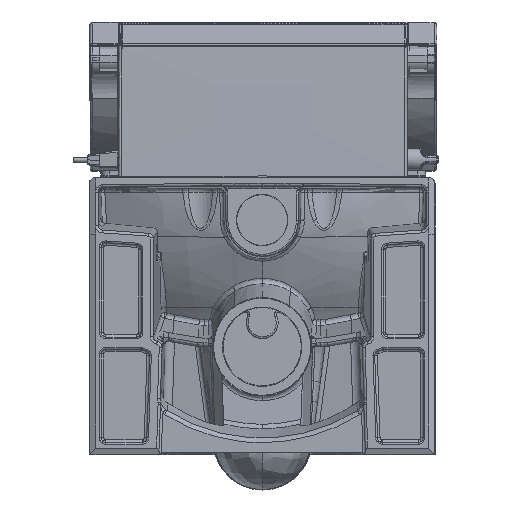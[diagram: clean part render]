
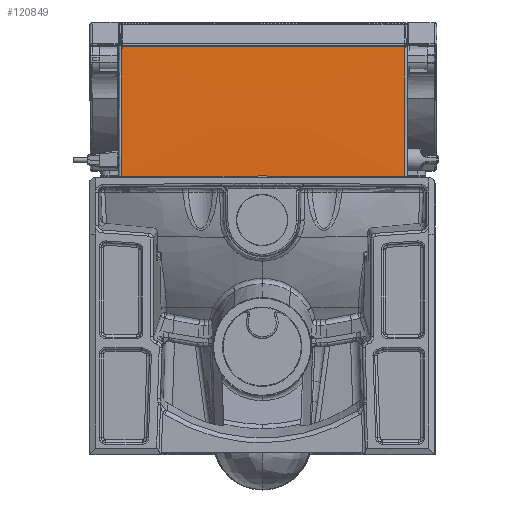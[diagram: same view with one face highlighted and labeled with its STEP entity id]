
A CAD part, left-side view. The second image highlights one B-rep face of the part: STEP entity #120849.
In plain terms, the highlighted free-form (B-spline) face has degree [3, 3] with [4, 4] control points.
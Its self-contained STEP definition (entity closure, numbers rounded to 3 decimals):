
#119082=CARTESIAN_POINT('',(150.919,0.,0.448));
#119083=VERTEX_POINT('',#119082);
#119106=CARTESIAN_POINT('',(150.95,139.407,5.274));
#119107=VERTEX_POINT('',#119106);
#119108=CARTESIAN_POINT('',(150.919,0.,0.448));
#119109=CARTESIAN_POINT('',(150.779,19.918,0.649));
#119110=CARTESIAN_POINT('',(150.557,66.399,1.49));
#119111=CARTESIAN_POINT('',(150.703,112.876,3.474));
#119112=CARTESIAN_POINT('',(150.95,139.407,5.274));
#119113=B_SPLINE_CURVE_WITH_KNOTS('',3,(#119108,#119109,#119110,#119111,#119112),.UNSPECIFIED.,.F.,.U.,(4,1,4),(-13.933,-7.962,0.0),.UNSPECIFIED.);
#119114=EDGE_CURVE('',#119083,#119107,#119113,.T.);
#119171=CARTESIAN_POINT('',(-150.79,139.407,5.274));
#119172=VERTEX_POINT('',#119171);
#119173=CARTESIAN_POINT('',(150.95,139.407,5.274));
#119174=CARTESIAN_POINT('',(50.37,139.407,5.274));
#119175=CARTESIAN_POINT('',(-50.21,139.407,5.274));
#119176=CARTESIAN_POINT('',(-150.79,139.407,5.274));
#119177=B_SPLINE_CURVE_WITH_KNOTS('',3,(#119173,#119174,#119175,#119176),.UNSPECIFIED.,.F.,.U.,(4,4),(-30.472,-0.298),.UNSPECIFIED.);
#119178=EDGE_CURVE('',#119107,#119172,#119177,.T.);
#119237=CARTESIAN_POINT('',(-151.019,0.,0.448));
#119238=VERTEX_POINT('',#119237);
#119286=CARTESIAN_POINT('',(-150.79,139.407,5.274));
#119287=CARTESIAN_POINT('',(-150.837,133.803,4.894));
#119288=CARTESIAN_POINT('',(-150.93,121.35,4.118));
#119289=CARTESIAN_POINT('',(-151.035,101.939,3.116));
#119290=CARTESIAN_POINT('',(-151.103,81.407,2.262));
#119291=CARTESIAN_POINT('',(-151.149,47.522,1.145));
#119292=CARTESIAN_POINT('',(-151.096,20.357,0.653));
#119293=CARTESIAN_POINT('',(-151.019,0.,0.448));
#119294=B_SPLINE_CURVE_WITH_KNOTS('',3,(#119286,#119287,#119288,#119289,#119290,#119291,#119292,#119293),.UNSPECIFIED.,.F.,.U.,(4,1,1,1,1,4),(-13.879,-12.201,-10.167,-8.133,-6.099,0.004),.UNSPECIFIED.);
#119295=EDGE_CURVE('',#119172,#119238,#119294,.T.);
#120817=CARTESIAN_POINT('',(-151.019,0.0,0.448));
#120818=DIRECTION('',(1.,0.0,0.));
#120819=VECTOR('',#120818,301.938);
#120820=LINE('',#120817,#120819);
#120821=EDGE_CURVE('',#119238,#119083,#120820,.T.);
#120826=CARTESIAN_POINT('',(-151.033,0.0,0.448));
#120827=CARTESIAN_POINT('',(-50.381,0.0,0.448));
#120828=CARTESIAN_POINT('',(50.271,0.0,0.448));
#120829=CARTESIAN_POINT('',(150.923,0.0,0.448));
#120830=CARTESIAN_POINT('',(-151.236,53.479,0.988));
#120831=CARTESIAN_POINT('',(-50.642,53.479,0.988));
#120832=CARTESIAN_POINT('',(49.953,53.479,0.988));
#120833=CARTESIAN_POINT('',(150.548,53.479,0.988));
#120834=CARTESIAN_POINT('',(-151.155,99.948,2.597));
#120835=CARTESIAN_POINT('',(-50.582,99.948,2.597));
#120836=CARTESIAN_POINT('',(49.991,99.948,2.597));
#120837=CARTESIAN_POINT('',(150.564,99.948,2.597));
#120838=CARTESIAN_POINT('',(-150.79,139.407,5.274));
#120839=CARTESIAN_POINT('',(-50.202,139.407,5.274));
#120840=CARTESIAN_POINT('',(50.385,139.407,5.274));
#120841=CARTESIAN_POINT('',(150.973,139.407,5.274));
#120842=B_SPLINE_SURFACE_WITH_KNOTS('',3,3,((#120826,#120830,#120834,#120838),(#120827,#120831,#120835,#120839),(#120828,#120832,#120836,#120840),(#120829,#120833,#120837,#120841)),.UNSPECIFIED.,.F.,.F.,.U.,(4,4),(4,4),(0.01,0.99),(0.0,0.987),.UNSPECIFIED.);
#120843=ORIENTED_EDGE('',*,*,#119114,.F.);
#120844=ORIENTED_EDGE('',*,*,#120821,.F.);
#120845=ORIENTED_EDGE('',*,*,#119295,.F.);
#120846=ORIENTED_EDGE('',*,*,#119178,.F.);
#120847=EDGE_LOOP('',(#120843,#120844,#120845,#120846));
#120848=FACE_OUTER_BOUND('',#120847,.T.);
#120849=ADVANCED_FACE('',(#120848),#120842,.F.);
